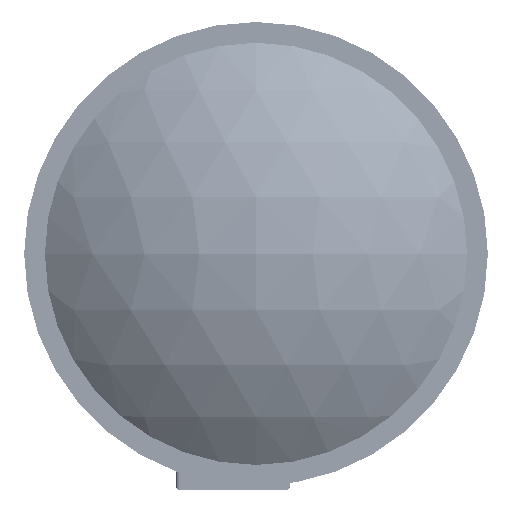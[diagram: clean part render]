
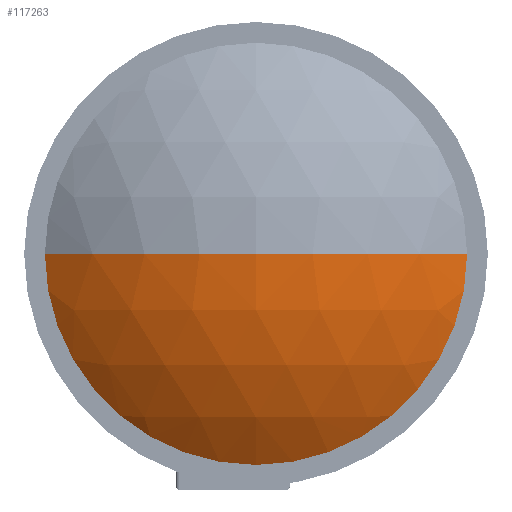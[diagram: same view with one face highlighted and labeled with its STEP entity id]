
A CAD part, left-side view. The second image highlights one B-rep face of the part: STEP entity #117263.
In plain terms, the highlighted spherical face has radius 60.937 mm.
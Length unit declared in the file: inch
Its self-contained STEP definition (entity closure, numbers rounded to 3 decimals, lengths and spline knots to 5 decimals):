
#923 = EDGE_CURVE ( 'NONE', #94688, #82867, #109089, .T. ) ;
#6581 = VERTEX_POINT ( 'NONE', #110181 ) ;
#16232 = EDGE_CURVE ( 'NONE', #94688, #6581, #92248, .T. ) ;
#22352 = DIRECTION ( 'NONE',  ( 0., 1., 0. ) ) ;
#31133 = DIRECTION ( 'NONE',  ( 0., 0., -1. ) ) ;
#34460 = DIRECTION ( 'NONE',  ( 1., 0., 0. ) ) ;
#34899 = DIRECTION ( 'NONE',  ( 1., 0., 0. ) ) ;
#37320 = CIRCLE ( 'NONE', #113310, 1.475 ) ;
#40280 = FACE_OUTER_BOUND ( 'NONE', #112178, .T. ) ;
#43769 = AXIS2_PLACEMENT_3D ( 'NONE', #49693, #31133, #66772 ) ;
#44684 = AXIS2_PLACEMENT_3D ( 'NONE', #51149, #76538, #22352 ) ;
#48107 = CARTESIAN_POINT ( 'NONE',  ( -2.874, 0., 0. ) ) ;
#49693 = CARTESIAN_POINT ( 'NONE',  ( -0.98191, 0., 0. ) ) ;
#51149 = CARTESIAN_POINT ( 'NONE',  ( -0.98191, 0., 0. ) ) ;
#52769 = CARTESIAN_POINT ( 'NONE',  ( -2.874, -1.475, 0. ) ) ;
#55365 = EDGE_CURVE ( 'NONE', #82867, #113319, #37320, .T. ) ;
#59040 = CARTESIAN_POINT ( 'NONE',  ( -2.874, 0., -1.475 ) ) ;
#62407 = AXIS2_PLACEMENT_3D ( 'NONE', #98070, #88645, #34460 ) ;
#66772 = DIRECTION ( 'NONE',  ( -1., 0., 0. ) ) ;
#72407 = ORIENTED_EDGE ( 'NONE', *, *, #81736, .F. ) ;
#74046 = CIRCLE ( 'NONE', #107881, 1.475 ) ;
#75817 = ORIENTED_EDGE ( 'NONE', *, *, #923, .F. ) ;
#76538 = DIRECTION ( 'NONE',  ( 0., 0., 1. ) ) ;
#81266 = ORIENTED_EDGE ( 'NONE', *, *, #55365, .F. ) ;
#81736 = EDGE_CURVE ( 'NONE', #113319, #6581, #74046, .T. ) ;
#82867 = VERTEX_POINT ( 'NONE', #52769 ) ;
#88645 = DIRECTION ( 'NONE',  ( 0., 0., 1. ) ) ;
#92248 = CIRCLE ( 'NONE', #43769, 2.39909 ) ;
#93036 = CARTESIAN_POINT ( 'NONE',  ( -3.381, 0., 0. ) ) ;
#94158 = ORIENTED_EDGE ( 'NONE', *, *, #16232, .T. ) ;
#94688 = VERTEX_POINT ( 'NONE', #93036 ) ;
#98070 = CARTESIAN_POINT ( 'NONE',  ( -0.98191, 0., 0. ) ) ;
#98117 = DIRECTION ( 'NONE',  ( 0., 0., -1. ) ) ;
#98510 = CARTESIAN_POINT ( 'NONE',  ( -2.874, 0., 0. ) ) ;
#101039 = SPHERICAL_SURFACE ( 'NONE', #44684, 2.39909 ) ;
#101816 = DIRECTION ( 'NONE',  ( 0., 0., -1. ) ) ;
#107881 = AXIS2_PLACEMENT_3D ( 'NONE', #48107, #111681, #101816 ) ;
#109089 = CIRCLE ( 'NONE', #62407, 2.39909 ) ;
#110181 = CARTESIAN_POINT ( 'NONE',  ( -2.874, 1.475, 0. ) ) ;
#111681 = DIRECTION ( 'NONE',  ( 1., 0., 0. ) ) ;
#112178 = EDGE_LOOP ( 'NONE', ( #75817, #94158, #72407, #81266 ) ) ;
#113310 = AXIS2_PLACEMENT_3D ( 'NONE', #98510, #34899, #98117 ) ;
#113319 = VERTEX_POINT ( 'NONE', #59040 ) ;
#117263 = ADVANCED_FACE ( 'NONE', ( #40280 ), #101039, .T. ) ;
